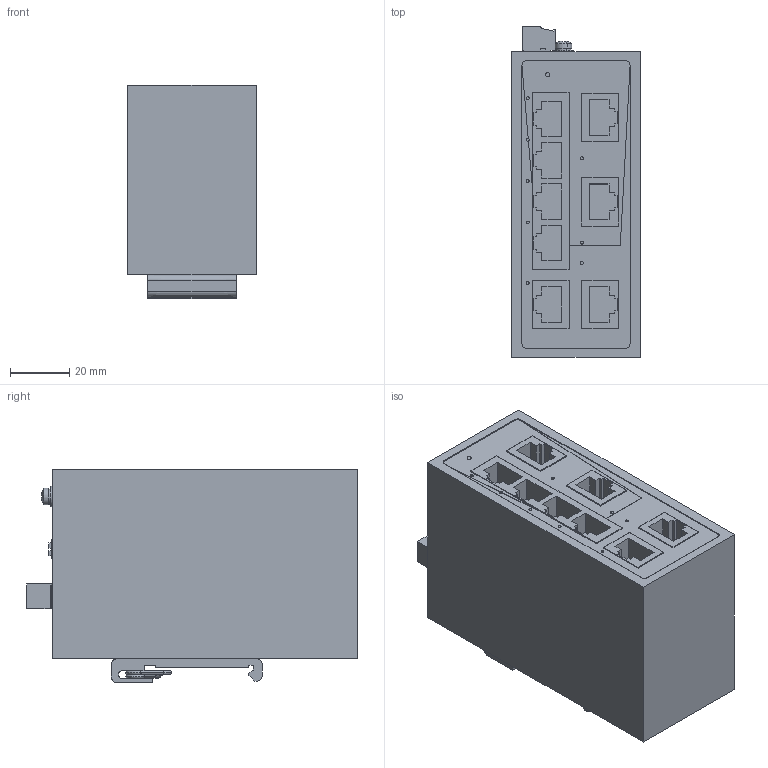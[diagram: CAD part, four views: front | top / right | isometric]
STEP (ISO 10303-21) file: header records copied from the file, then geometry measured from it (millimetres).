
FILE_DESCRIPTION(('CATIA V5 STEP Exchange','CAx-IF Rec.Pracs.--- Model Styling and Organization---1.4--- 2014-01-23'),'2;1');
FILE_NAME ('D1579153_1', '2023-06-26T10:05:51+00:00', ('none'), ('Weidmueller'), 'CATIA Version 5-6 Release 2016 SP3 HF44', 'CATIA V5 STEP AP214', 'none');
FILE_SCHEMA(('AUTOMOTIVE_DESIGN { 1 0 10303 214 1 1 1 1 }'));
Length unit declared in the file: millimetre
Products named in the file (1): S3D_IE_SW_ELB_08_8GT_8TX
Bounding box: 43.5 x 111.6 x 72.2 mm (x, y, z)
Volume: 284252.1 mm3; surface area: 50254.2 mm2
Topology: 24 solids, 24 shells, 561 faces, 1381 edges, 902 vertices
Faces by surface type: plane 418, cylinder 105, torus 20, extrusion 16, sphere 2
Entity records: 16642 total; most frequent: CARTESIAN_POINT 3275, ORIENTED_EDGE 2762, DIRECTION 2221, EDGE_CURVE 1381, VECTOR 1084, LINE 1068, VERTEX_POINT 902, AXIS2_PLACEMENT_3D 682
